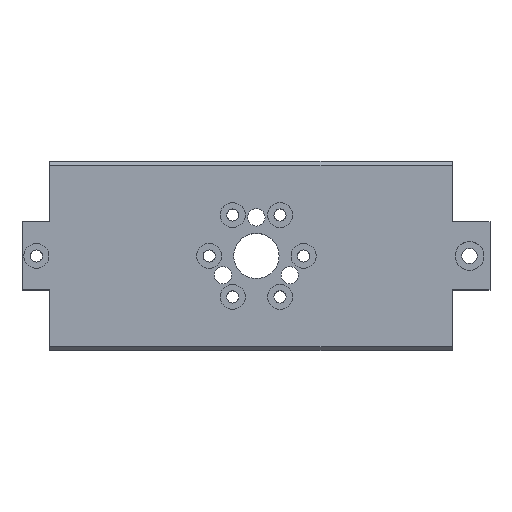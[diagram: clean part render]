
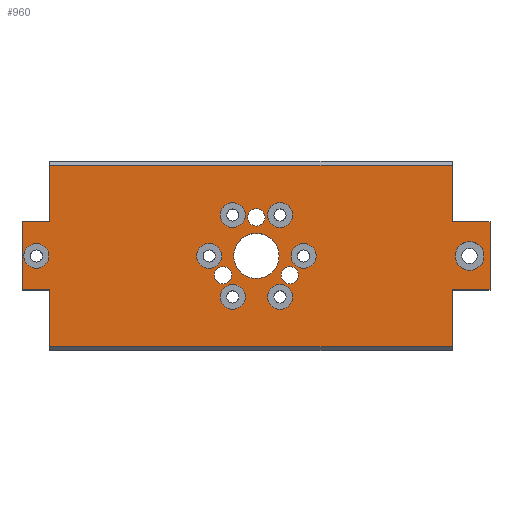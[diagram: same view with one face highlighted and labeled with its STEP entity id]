
A CAD part, top view. The second image highlights one B-rep face of the part: STEP entity #960.
In plain terms, the highlighted planar face has unit normal (0, 0, 1).
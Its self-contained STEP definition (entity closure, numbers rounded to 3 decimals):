
#61=FACE_BOUND('',#241,.T.);
#62=FACE_BOUND('',#242,.T.);
#63=FACE_BOUND('',#243,.T.);
#64=FACE_BOUND('',#244,.T.);
#65=FACE_BOUND('',#245,.T.);
#66=FACE_BOUND('',#246,.T.);
#67=FACE_BOUND('',#247,.T.);
#68=FACE_BOUND('',#248,.T.);
#69=FACE_BOUND('',#249,.T.);
#70=FACE_BOUND('',#250,.T.);
#71=FACE_BOUND('',#251,.T.);
#72=FACE_BOUND('',#252,.T.);
#91=CIRCLE('',#1014,3.3);
#94=CIRCLE('',#1020,3.3);
#97=CIRCLE('',#1026,3.3);
#100=CIRCLE('',#1032,3.3);
#103=CIRCLE('',#1038,3.3);
#106=CIRCLE('',#1044,3.3);
#107=CIRCLE('',#1047,2.3);
#108=CIRCLE('',#1049,2.3);
#109=CIRCLE('',#1051,2.3);
#112=CIRCLE('',#1065,3.8);
#115=CIRCLE('',#1071,6.);
#116=CIRCLE('',#1072,3.3);
#162=FACE_OUTER_BOUND('',#240,.T.);
#240=EDGE_LOOP('',(#817,#818,#819,#820,#821,#822,#823,#824,#825,#826,#827,
#828));
#241=EDGE_LOOP('',(#829));
#242=EDGE_LOOP('',(#830));
#243=EDGE_LOOP('',(#831));
#244=EDGE_LOOP('',(#832));
#245=EDGE_LOOP('',(#833));
#246=EDGE_LOOP('',(#834));
#247=EDGE_LOOP('',(#835));
#248=EDGE_LOOP('',(#836));
#249=EDGE_LOOP('',(#837));
#250=EDGE_LOOP('',(#838));
#251=EDGE_LOOP('',(#839));
#252=EDGE_LOOP('',(#840));
#274=LINE('',#1393,#352);
#278=LINE('',#1404,#356);
#285=LINE('',#1419,#363);
#316=LINE('',#1553,#394);
#319=LINE('',#1558,#397);
#325=LINE('',#1571,#403);
#330=LINE('',#1580,#408);
#332=LINE('',#1584,#410);
#335=LINE('',#1592,#413);
#338=LINE('',#1606,#416);
#339=LINE('',#1608,#417);
#340=LINE('',#1609,#418);
#352=VECTOR('',#1102,10.);
#356=VECTOR('',#1110,10.);
#363=VECTOR('',#1121,10.);
#394=VECTOR('',#1268,10.);
#397=VECTOR('',#1275,10.);
#403=VECTOR('',#1285,10.);
#408=VECTOR('',#1294,10.);
#410=VECTOR('',#1298,10.);
#413=VECTOR('',#1305,10.);
#416=VECTOR('',#1322,10.);
#417=VECTOR('',#1325,10.);
#418=VECTOR('',#1326,10.);
#430=VERTEX_POINT('',#1390);
#431=VERTEX_POINT('',#1392);
#434=VERTEX_POINT('',#1400);
#436=VERTEX_POINT('',#1403);
#442=VERTEX_POINT('',#1417);
#465=VERTEX_POINT('',#1471);
#468=VERTEX_POINT('',#1482);
#471=VERTEX_POINT('',#1493);
#474=VERTEX_POINT('',#1504);
#477=VERTEX_POINT('',#1515);
#480=VERTEX_POINT('',#1526);
#481=VERTEX_POINT('',#1532);
#482=VERTEX_POINT('',#1536);
#483=VERTEX_POINT('',#1540);
#486=VERTEX_POINT('',#1550);
#487=VERTEX_POINT('',#1552);
#491=VERTEX_POINT('',#1568);
#492=VERTEX_POINT('',#1570);
#494=VERTEX_POINT('',#1578);
#495=VERTEX_POINT('',#1582);
#498=VERTEX_POINT('',#1590);
#500=VERTEX_POINT('',#1596);
#503=VERTEX_POINT('',#1610);
#504=VERTEX_POINT('',#1612);
#514=EDGE_CURVE('',#431,#430,#274,.T.);
#519=EDGE_CURVE('',#436,#434,#278,.T.);
#527=EDGE_CURVE('',#442,#430,#285,.T.);
#553=EDGE_CURVE('',#465,#465,#91,.T.);
#558=EDGE_CURVE('',#468,#468,#94,.T.);
#563=EDGE_CURVE('',#471,#471,#97,.T.);
#568=EDGE_CURVE('',#474,#474,#100,.T.);
#573=EDGE_CURVE('',#477,#477,#103,.T.);
#578=EDGE_CURVE('',#480,#480,#106,.T.);
#581=EDGE_CURVE('',#481,#481,#107,.T.);
#583=EDGE_CURVE('',#482,#482,#108,.T.);
#585=EDGE_CURVE('',#483,#483,#109,.T.);
#591=EDGE_CURVE('',#487,#486,#316,.F.);
#594=EDGE_CURVE('',#486,#431,#319,.T.);
#600=EDGE_CURVE('',#492,#491,#325,.F.);
#605=EDGE_CURVE('',#491,#494,#330,.T.);
#607=EDGE_CURVE('',#442,#495,#332,.T.);
#611=EDGE_CURVE('',#494,#498,#335,.T.);
#613=EDGE_CURVE('',#500,#500,#112,.T.);
#618=EDGE_CURVE('',#434,#487,#338,.T.);
#619=EDGE_CURVE('',#495,#492,#339,.T.);
#620=EDGE_CURVE('',#436,#498,#340,.T.);
#621=EDGE_CURVE('',#503,#503,#115,.F.);
#622=EDGE_CURVE('',#504,#504,#116,.T.);
#817=ORIENTED_EDGE('',*,*,#514,.T.);
#818=ORIENTED_EDGE('',*,*,#527,.F.);
#819=ORIENTED_EDGE('',*,*,#607,.T.);
#820=ORIENTED_EDGE('',*,*,#619,.T.);
#821=ORIENTED_EDGE('',*,*,#600,.T.);
#822=ORIENTED_EDGE('',*,*,#605,.T.);
#823=ORIENTED_EDGE('',*,*,#611,.T.);
#824=ORIENTED_EDGE('',*,*,#620,.F.);
#825=ORIENTED_EDGE('',*,*,#519,.T.);
#826=ORIENTED_EDGE('',*,*,#618,.T.);
#827=ORIENTED_EDGE('',*,*,#591,.T.);
#828=ORIENTED_EDGE('',*,*,#594,.T.);
#829=ORIENTED_EDGE('',*,*,#553,.T.);
#830=ORIENTED_EDGE('',*,*,#558,.T.);
#831=ORIENTED_EDGE('',*,*,#563,.T.);
#832=ORIENTED_EDGE('',*,*,#568,.T.);
#833=ORIENTED_EDGE('',*,*,#573,.T.);
#834=ORIENTED_EDGE('',*,*,#578,.T.);
#835=ORIENTED_EDGE('',*,*,#581,.T.);
#836=ORIENTED_EDGE('',*,*,#583,.T.);
#837=ORIENTED_EDGE('',*,*,#585,.T.);
#838=ORIENTED_EDGE('',*,*,#613,.T.);
#839=ORIENTED_EDGE('',*,*,#621,.T.);
#840=ORIENTED_EDGE('',*,*,#622,.T.);
#911=PLANE('',#1070);
#960=ADVANCED_FACE('',(#162,#61,#62,#63,#64,#65,#66,#67,#68,#69,#70,#71,
#72),#911,.T.);
#1014=AXIS2_PLACEMENT_3D('',#1472,#1169,#1170);
#1020=AXIS2_PLACEMENT_3D('',#1483,#1183,#1184);
#1026=AXIS2_PLACEMENT_3D('',#1494,#1197,#1198);
#1032=AXIS2_PLACEMENT_3D('',#1505,#1211,#1212);
#1038=AXIS2_PLACEMENT_3D('',#1516,#1225,#1226);
#1044=AXIS2_PLACEMENT_3D('',#1527,#1239,#1240);
#1047=AXIS2_PLACEMENT_3D('',#1533,#1247,#1248);
#1049=AXIS2_PLACEMENT_3D('',#1537,#1252,#1253);
#1051=AXIS2_PLACEMENT_3D('',#1541,#1257,#1258);
#1065=AXIS2_PLACEMENT_3D('',#1597,#1310,#1311);
#1070=AXIS2_PLACEMENT_3D('',#1607,#1323,#1324);
#1071=AXIS2_PLACEMENT_3D('',#1611,#1327,#1328);
#1072=AXIS2_PLACEMENT_3D('',#1613,#1329,#1330);
#1102=DIRECTION('',(0.,1.,0.));
#1110=DIRECTION('',(0.,1.,0.));
#1121=DIRECTION('',(1.,0.,0.));
#1169=DIRECTION('center_axis',(0.,0.,-1.));
#1170=DIRECTION('ref_axis',(1.,0.,0.));
#1183=DIRECTION('center_axis',(0.,0.,-1.));
#1184=DIRECTION('ref_axis',(1.,0.,0.));
#1197=DIRECTION('center_axis',(0.,0.,-1.));
#1198=DIRECTION('ref_axis',(1.,0.,0.));
#1211=DIRECTION('center_axis',(0.,0.,-1.));
#1212=DIRECTION('ref_axis',(1.,0.,0.));
#1225=DIRECTION('center_axis',(0.,0.,-1.));
#1226=DIRECTION('ref_axis',(1.,0.,0.));
#1239=DIRECTION('center_axis',(0.,0.,-1.));
#1240=DIRECTION('ref_axis',(1.,0.,0.));
#1247=DIRECTION('center_axis',(0.,0.,-1.));
#1248=DIRECTION('ref_axis',(1.,0.,0.));
#1252=DIRECTION('center_axis',(0.,0.,-1.));
#1253=DIRECTION('ref_axis',(1.,0.,0.));
#1257=DIRECTION('center_axis',(0.,0.,-1.));
#1258=DIRECTION('ref_axis',(1.,0.,0.));
#1268=DIRECTION('',(0.,-1.,0.));
#1275=DIRECTION('',(-1.,0.,0.));
#1285=DIRECTION('',(0.,1.,0.));
#1294=DIRECTION('',(1.,0.,0.));
#1298=DIRECTION('',(0.,-1.,0.));
#1305=DIRECTION('',(0.,-1.,0.));
#1310=DIRECTION('center_axis',(0.,0.,-1.));
#1311=DIRECTION('ref_axis',(1.,0.,0.));
#1322=DIRECTION('',(1.,0.,0.));
#1323=DIRECTION('center_axis',(0.,0.,1.));
#1324=DIRECTION('ref_axis',(1.,0.,0.));
#1325=DIRECTION('',(-1.,0.,0.));
#1326=DIRECTION('',(-1.,0.,0.));
#1327=DIRECTION('center_axis',(0.,0.,1.));
#1328=DIRECTION('ref_axis',(-1.,0.,0.));
#1329=DIRECTION('center_axis',(0.,0.,-1.));
#1330=DIRECTION('ref_axis',(-1.,0.,0.));
#1390=CARTESIAN_POINT('',(51.8,24.,147.5));
#1392=CARTESIAN_POINT('',(51.8,9.,147.5));
#1393=CARTESIAN_POINT('',(51.8,0.,147.5));
#1400=CARTESIAN_POINT('',(51.8,-9.,147.5));
#1403=CARTESIAN_POINT('',(51.8,-24.,147.5));
#1404=CARTESIAN_POINT('',(51.8,0.,147.5));
#1417=CARTESIAN_POINT('',(-54.7,24.,147.5));
#1419=CARTESIAN_POINT('',(11.9,24.,147.5));
#1471=CARTESIAN_POINT('',(-9.555,-10.834,147.5));
#1472=CARTESIAN_POINT('Origin',(-6.255,-10.834,147.5));
#1482=CARTESIAN_POINT('',(9.21,0.,147.5));
#1483=CARTESIAN_POINT('Origin',(12.51,0.,147.5));
#1493=CARTESIAN_POINT('',(-9.555,10.834,147.5));
#1494=CARTESIAN_POINT('Origin',(-6.255,10.834,147.5));
#1504=CARTESIAN_POINT('',(2.955,10.834,147.5));
#1505=CARTESIAN_POINT('Origin',(6.255,10.834,147.5));
#1515=CARTESIAN_POINT('',(2.955,-10.834,147.5));
#1516=CARTESIAN_POINT('Origin',(6.255,-10.834,147.5));
#1526=CARTESIAN_POINT('',(-15.81,0.,147.5));
#1527=CARTESIAN_POINT('Origin',(-12.51,0.,147.5));
#1532=CARTESIAN_POINT('',(-2.3,10.21,147.5));
#1533=CARTESIAN_POINT('Origin',(0.,10.21,147.5));
#1536=CARTESIAN_POINT('',(6.542,-5.105,147.5));
#1537=CARTESIAN_POINT('Origin',(8.842,-5.105,147.5));
#1540=CARTESIAN_POINT('',(-11.142,-5.105,147.5));
#1541=CARTESIAN_POINT('Origin',(-8.842,-5.105,147.5));
#1550=CARTESIAN_POINT('',(61.8,9.,147.5));
#1552=CARTESIAN_POINT('',(61.8,-9.,147.5));
#1553=CARTESIAN_POINT('',(61.8,-13.,147.5));
#1558=CARTESIAN_POINT('',(34.9,9.,147.5));
#1568=CARTESIAN_POINT('',(-62.,-9.,147.5));
#1570=CARTESIAN_POINT('',(-62.,9.,147.5));
#1571=CARTESIAN_POINT('',(-62.,13.,147.5));
#1578=CARTESIAN_POINT('',(-54.7,-9.,147.5));
#1580=CARTESIAN_POINT('',(-34.9,-9.,147.5));
#1582=CARTESIAN_POINT('',(-54.7,9.,147.5));
#1584=CARTESIAN_POINT('',(-54.7,0.,147.5));
#1590=CARTESIAN_POINT('',(-54.7,-24.,147.5));
#1592=CARTESIAN_POINT('',(-54.7,0.,147.5));
#1596=CARTESIAN_POINT('',(52.6,0.,147.5));
#1597=CARTESIAN_POINT('Origin',(56.4,0.,147.5));
#1606=CARTESIAN_POINT('',(39.5,-9.,147.5));
#1607=CARTESIAN_POINT('Origin',(15.,0.,147.5));
#1608=CARTESIAN_POINT('',(-39.5,9.,147.5));
#1609=CARTESIAN_POINT('',(-19.5,-24.,147.5));
#1610=CARTESIAN_POINT('',(6.,0.,147.5));
#1611=CARTESIAN_POINT('Origin',(0.,0.,
147.5));
#1612=CARTESIAN_POINT('',(-54.9,0.,147.5));
#1613=CARTESIAN_POINT('Origin',(-58.2,0.,147.5));
